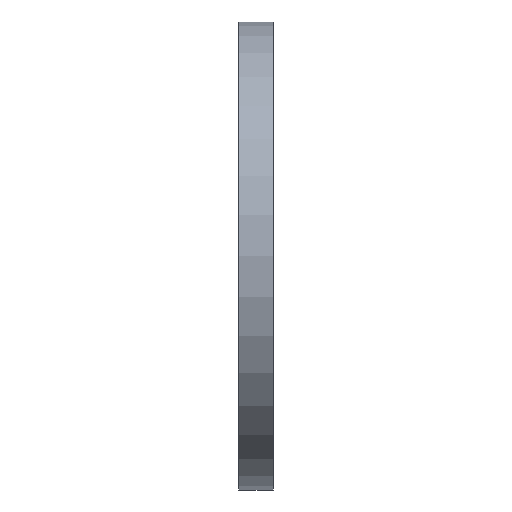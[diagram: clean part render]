
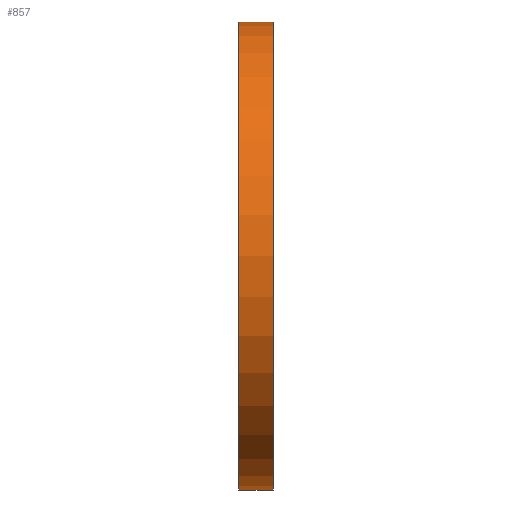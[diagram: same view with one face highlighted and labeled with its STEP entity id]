
A CAD part, front view. The second image highlights one B-rep face of the part: STEP entity #857.
In plain terms, the highlighted cylindrical face has radius 781.05 mm (diameter 1562.1 mm), a partial arc.
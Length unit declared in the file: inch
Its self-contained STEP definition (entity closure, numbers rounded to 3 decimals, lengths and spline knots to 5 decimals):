
#26 = ORIENTED_EDGE ( 'NONE', *, *, #1232, .T. ) ;
#56 = ORIENTED_EDGE ( 'NONE', *, *, #934, .F. ) ;
#58 = CARTESIAN_POINT ( 'NONE',  ( 0., 0., 30.75 ) ) ;
#179 = ORIENTED_EDGE ( 'NONE', *, *, #234, .F. ) ;
#183 = DIRECTION ( 'NONE',  ( -1., 0., 0. ) ) ;
#194 = VECTOR ( 'NONE', #561, 39.37008 ) ;
#234 = EDGE_CURVE ( 'NONE', #666, #1334, #965, .T. ) ;
#259 = CIRCLE ( 'NONE', #649, 30.75 ) ;
#359 = DIRECTION ( 'NONE',  ( -1., 0., 0. ) ) ;
#381 = DIRECTION ( 'NONE',  ( 0., 0., 1. ) ) ;
#549 = FACE_OUTER_BOUND ( 'NONE', #1275, .T. ) ;
#561 = DIRECTION ( 'NONE',  ( -1., 0., 0. ) ) ;
#616 = ORIENTED_EDGE ( 'NONE', *, *, #982, .T. ) ;
#649 = AXIS2_PLACEMENT_3D ( 'NONE', #931, #812, #1191 ) ;
#657 = CARTESIAN_POINT ( 'NONE',  ( 0.0625, 0., -30.75 ) ) ;
#666 = VERTEX_POINT ( 'NONE', #791 ) ;
#693 = DIRECTION ( 'NONE',  ( 0., 0., 1. ) ) ;
#791 = CARTESIAN_POINT ( 'NONE',  ( 4.5625, 0., -30.75 ) ) ;
#812 = DIRECTION ( 'NONE',  ( -1., 0., 0. ) ) ;
#857 = ADVANCED_FACE ( 'NONE', ( #549 ), #1199, .T. ) ;
#908 = CARTESIAN_POINT ( 'NONE',  ( 0., 0., -30.75 ) ) ;
#931 = CARTESIAN_POINT ( 'NONE',  ( 0.0625, 0., 0. ) ) ;
#934 = EDGE_CURVE ( 'NONE', #1334, #1606, #259, .T. ) ;
#965 = LINE ( 'NONE', #908, #1238 ) ;
#982 = EDGE_CURVE ( 'NONE', #1572, #1606, #1428, .T. ) ;
#1013 = CARTESIAN_POINT ( 'NONE',  ( 4.5625, 0., 0. ) ) ;
#1020 = CARTESIAN_POINT ( 'NONE',  ( 4.5625, 0., 30.75 ) ) ;
#1103 = AXIS2_PLACEMENT_3D ( 'NONE', #1013, #1539, #381 ) ;
#1180 = CIRCLE ( 'NONE', #1103, 30.75 ) ;
#1191 = DIRECTION ( 'NONE',  ( 0., 0., 1. ) ) ;
#1199 = CYLINDRICAL_SURFACE ( 'NONE', #1585, 30.75 ) ;
#1232 = EDGE_CURVE ( 'NONE', #666, #1572, #1180, .T. ) ;
#1238 = VECTOR ( 'NONE', #359, 39.37008 ) ;
#1275 = EDGE_LOOP ( 'NONE', ( #179, #26, #616, #56 ) ) ;
#1334 = VERTEX_POINT ( 'NONE', #657 ) ;
#1405 = CARTESIAN_POINT ( 'NONE',  ( 0.0625, 0., 30.75 ) ) ;
#1428 = LINE ( 'NONE', #58, #194 ) ;
#1460 = CARTESIAN_POINT ( 'NONE',  ( 0., 0., 0. ) ) ;
#1539 = DIRECTION ( 'NONE',  ( -1., 0., 0. ) ) ;
#1572 = VERTEX_POINT ( 'NONE', #1020 ) ;
#1585 = AXIS2_PLACEMENT_3D ( 'NONE', #1460, #183, #693 ) ;
#1606 = VERTEX_POINT ( 'NONE', #1405 ) ;
